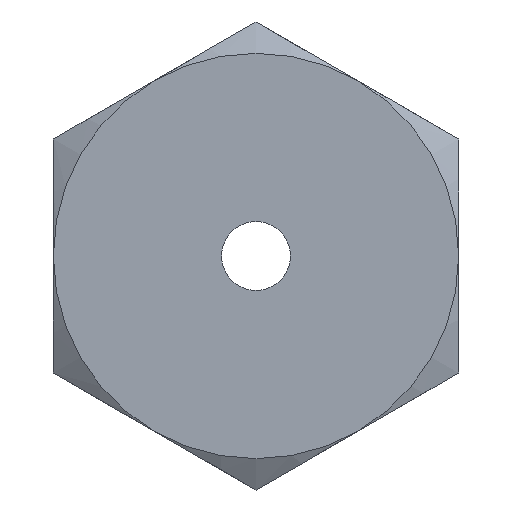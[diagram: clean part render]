
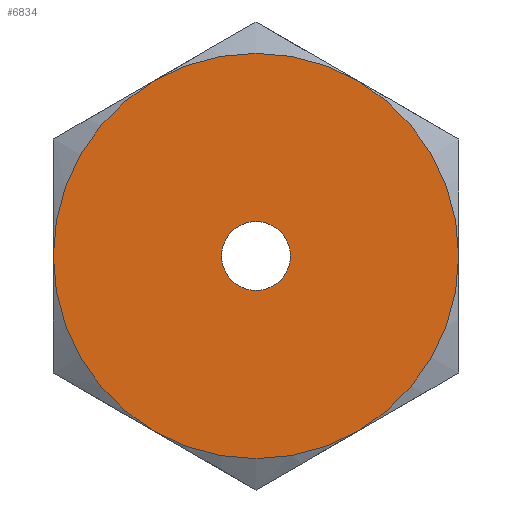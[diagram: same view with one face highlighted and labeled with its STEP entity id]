
A CAD part, left-side view. The second image highlights one B-rep face of the part: STEP entity #6834.
In plain terms, the highlighted planar face has unit normal (-1, 0, 0).
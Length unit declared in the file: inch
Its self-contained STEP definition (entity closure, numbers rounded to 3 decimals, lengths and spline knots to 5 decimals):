
#3171=CARTESIAN_POINT('',(-0.1,0.06175,
-0.10695));
#3186=CARTESIAN_POINT('',(-0.1,0.1235,
0.));
#3215=CARTESIAN_POINT('',(-0.1,0.06175,
0.10695));
#3230=CARTESIAN_POINT('',(-0.1,0.,0.));
#3231=DIRECTION('',(-1.,0.,0.));
#3232=DIRECTION('',(0.,1.,0.));
#3233=AXIS2_PLACEMENT_3D('',#3230,#3231,#3232);
#3235=CARTESIAN_POINT('',(-0.1,0.,0.));
#3236=DIRECTION('',(-1.,0.,0.));
#3237=DIRECTION('',(0.,0.5,0.866));
#3238=AXIS2_PLACEMENT_3D('',#3235,#3236,#3237);
#3240=CARTESIAN_POINT('',(-0.1,0.,0.));
#3241=DIRECTION('',(-1.,0.,0.));
#3242=DIRECTION('',(0.,-0.5,0.866));
#3243=AXIS2_PLACEMENT_3D('',#3240,#3241,#3242);
#3245=CARTESIAN_POINT('',(-0.1,0.,0.));
#3246=DIRECTION('',(-1.,0.,0.));
#3247=DIRECTION('',(0.,-1.,0.));
#3248=AXIS2_PLACEMENT_3D('',#3245,#3246,#3247);
#3250=CARTESIAN_POINT('',(-0.1,0.,0.));
#3251=DIRECTION('',(-1.,0.,0.));
#3252=DIRECTION('',(0.,-0.5,-0.866));
#3253=AXIS2_PLACEMENT_3D('',#3250,#3251,#3252);
#3255=CARTESIAN_POINT('',(-0.1,0.,0.));
#3256=DIRECTION('',(-1.,0.,0.));
#3257=DIRECTION('',(0.,0.5,-0.866));
#3258=AXIS2_PLACEMENT_3D('',#3255,#3256,#3257);
#3260=CARTESIAN_POINT('',(-0.1,0.,0.));
#3261=DIRECTION('',(1.,0.,0.));
#3262=DIRECTION('',(0.,-1.,0.));
#3263=AXIS2_PLACEMENT_3D('',#3260,#3261,#3262);
#3265=CARTESIAN_POINT('',(-0.1,0.,0.));
#3266=DIRECTION('',(1.,0.,0.));
#3267=DIRECTION('',(0.,1.,0.));
#3268=AXIS2_PLACEMENT_3D('',#3265,#3266,#3267);
#3285=CARTESIAN_POINT('',(-0.1,-0.06175,
0.10695));
#3307=CARTESIAN_POINT('',(-0.1,-0.1235,
0.));
#3329=CARTESIAN_POINT('',(-0.1,-0.06175,
-0.10695));
#3489=VERTEX_POINT('',#3171);
#3491=VERTEX_POINT('',#3186);
#3494=VERTEX_POINT('',#3215);
#3496=VERTEX_POINT('',#3285);
#3498=VERTEX_POINT('',#3307);
#3499=VERTEX_POINT('',#3329);
#3504=CARTESIAN_POINT('',(-0.1,-0.021,0.));
#3505=CARTESIAN_POINT('',(-0.1,0.021,0.));
#3506=VERTEX_POINT('',#3504);
#3507=VERTEX_POINT('',#3505);
#6815=CARTESIAN_POINT('',(-0.1,0.,0.));
#6816=DIRECTION('',(1.,0.,0.));
#6817=DIRECTION('',(0.,1.,0.));
#6818=AXIS2_PLACEMENT_3D('',#6815,#6816,#6817);
#6819=PLANE('',#6818);
#6820=ORIENTED_EDGE('',*,*,#6713,.F.);
#6821=ORIENTED_EDGE('',*,*,#6783,.F.);
#6822=ORIENTED_EDGE('',*,*,#6796,.F.);
#6823=ORIENTED_EDGE('',*,*,#6810,.F.);
#6824=ORIENTED_EDGE('',*,*,#6740,.F.);
#6825=ORIENTED_EDGE('',*,*,#6724,.F.);
#6826=EDGE_LOOP('',(#6820,#6821,#6822,#6823,#6824,#6825));
#6827=FACE_OUTER_BOUND('',#6826,.F.);
#6829=ORIENTED_EDGE('',*,*,#6828,.F.);
#6831=ORIENTED_EDGE('',*,*,#6830,.F.);
#6832=EDGE_LOOP('',(#6829,#6831));
#6833=FACE_BOUND('',#6832,.F.);
#3234=CIRCLE('',#3233,0.1235);
#3239=CIRCLE('',#3238,0.1235);
#3244=CIRCLE('',#3243,0.1235);
#3249=CIRCLE('',#3248,0.1235);
#3254=CIRCLE('',#3253,0.1235);
#3259=CIRCLE('',#3258,0.1235);
#3264=CIRCLE('',#3263,0.021);
#3269=CIRCLE('',#3268,0.021);
#6713=EDGE_CURVE('',#3491,#3489,#3234,.T.);
#6724=EDGE_CURVE('',#3489,#3499,#3259,.T.);
#6740=EDGE_CURVE('',#3499,#3498,#3254,.T.);
#6783=EDGE_CURVE('',#3494,#3491,#3239,.T.);
#6796=EDGE_CURVE('',#3496,#3494,#3244,.T.);
#6810=EDGE_CURVE('',#3498,#3496,#3249,.T.);
#6828=EDGE_CURVE('',#3506,#3507,#3264,.T.);
#6830=EDGE_CURVE('',#3507,#3506,#3269,.T.);
#6834=ADVANCED_FACE('',(#6827,#6833),#6819,.F.);
